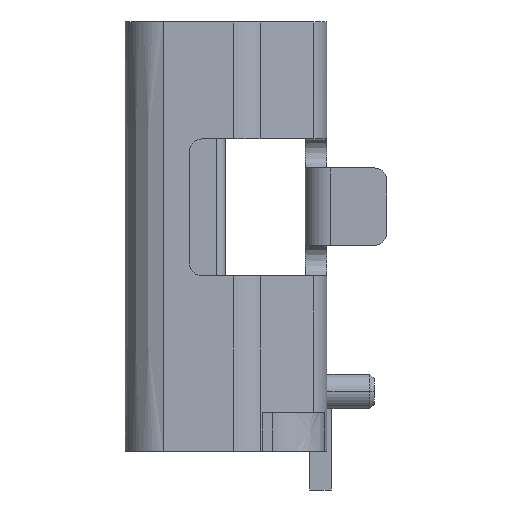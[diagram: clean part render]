
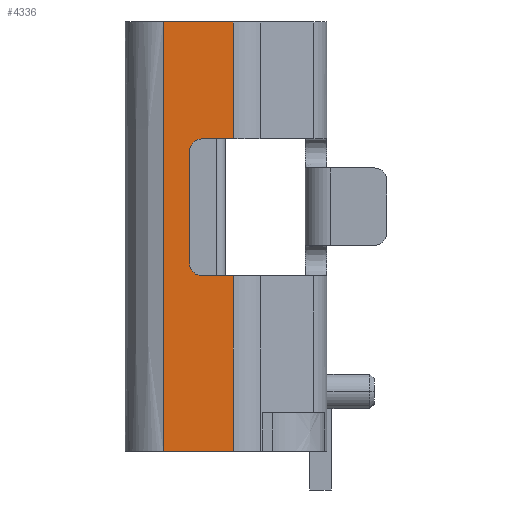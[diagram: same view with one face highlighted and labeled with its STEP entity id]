
A CAD part, left-side view. The second image highlights one B-rep face of the part: STEP entity #4336.
In plain terms, the highlighted planar face has unit normal (-1, 0, 0).
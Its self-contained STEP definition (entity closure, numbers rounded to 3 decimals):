
#37=DIRECTION('',(0.,1.,0.));
#38=VECTOR('',#37,0.817);
#39=CARTESIAN_POINT('',(-3.707,1.089,0.));
#40=LINE('',#39,#38);
#45=CARTESIAN_POINT('',(-3.707,1.905,0.));
#518=CARTESIAN_POINT('',(-3.707,1.45,-2.805));
#519=DIRECTION('',(1.,0.,0.));
#520=DIRECTION('',(0.,0.,-1.));
#521=AXIS2_PLACEMENT_3D('',#518,#519,#520);
#923=CARTESIAN_POINT('',(-3.707,1.45,-1.511));
#924=DIRECTION('',(1.,0.,0.));
#925=DIRECTION('',(0.,1.,0.));
#926=AXIS2_PLACEMENT_3D('',#923,#924,#925);
#933=DIRECTION('',(0.,1.,0.));
#934=VECTOR('',#933,0.361);
#935=CARTESIAN_POINT('',(-3.707,1.089,-1.361));
#936=LINE('',#935,#934);
#937=DIRECTION('',(0.,0.,1.));
#938=VECTOR('',#937,1.294);
#939=CARTESIAN_POINT('',(-3.707,1.6,-2.805));
#940=LINE('',#939,#938);
#941=DIRECTION('',(0.,1.,0.));
#942=VECTOR('',#941,0.361);
#943=CARTESIAN_POINT('',(-3.707,1.089,-2.955));
#944=LINE('',#943,#942);
#945=DIRECTION('',(0.,0.,-1.));
#946=VECTOR('',#945,5.);
#947=CARTESIAN_POINT('',(-3.707,1.905,0.));
#948=LINE('',#947,#946);
#954=DIRECTION('',(0.,0.,-1.));
#955=VECTOR('',#954,2.045);
#956=CARTESIAN_POINT('',(-3.707,1.089,-2.955));
#957=LINE('',#956,#955);
#963=DIRECTION('',(0.,0.,-1.));
#964=VECTOR('',#963,1.361);
#965=CARTESIAN_POINT('',(-3.707,1.089,0.));
#966=LINE('',#965,#964);
#1716=CARTESIAN_POINT('',(-3.707,1.905,-5.));
#1718=DIRECTION('',(0.,-1.,0.));
#1719=VECTOR('',#1718,0.817);
#1720=CARTESIAN_POINT('',(-3.707,1.905,-5.));
#1721=LINE('',#1720,#1719);
#2506=CARTESIAN_POINT('',(-3.707,1.089,0.));
#2508=VERTEX_POINT('',#2506);
#2515=VERTEX_POINT('',#1716);
#2516=CARTESIAN_POINT('',(-3.707,1.089,-5.));
#2517=VERTEX_POINT('',#2516);
#2816=CARTESIAN_POINT('',(-3.707,1.089,-2.955));
#2818=VERTEX_POINT('',#2816);
#2820=CARTESIAN_POINT('',(-3.707,1.089,-1.361));
#2822=VERTEX_POINT('',#2820);
#2897=CARTESIAN_POINT('',(-3.707,1.6,-2.805));
#2899=VERTEX_POINT('',#2897);
#2901=CARTESIAN_POINT('',(-3.707,1.45,-2.955));
#2903=VERTEX_POINT('',#2901);
#2904=CARTESIAN_POINT('',(-3.707,1.6,-1.511));
#2906=VERTEX_POINT('',#2904);
#2908=CARTESIAN_POINT('',(-3.707,1.45,-1.361));
#2910=VERTEX_POINT('',#2908);
#3207=VERTEX_POINT('',#45);
#4315=CARTESIAN_POINT('',(-3.707,1.905,0.));
#4316=DIRECTION('',(-1.,0.,0.));
#4317=DIRECTION('',(0.,-1.,0.));
#4318=AXIS2_PLACEMENT_3D('',#4315,#4316,#4317);
#4319=PLANE('',#4318);
#4320=ORIENTED_EDGE('',*,*,#3238,.F.);
#4322=ORIENTED_EDGE('',*,*,#4321,.T.);
#4323=ORIENTED_EDGE('',*,*,#4285,.T.);
#4324=ORIENTED_EDGE('',*,*,#4308,.F.);
#4325=ORIENTED_EDGE('',*,*,#3884,.F.);
#4326=ORIENTED_EDGE('',*,*,#3917,.F.);
#4327=ORIENTED_EDGE('',*,*,#4221,.F.);
#4329=ORIENTED_EDGE('',*,*,#4328,.T.);
#4331=ORIENTED_EDGE('',*,*,#4330,.F.);
#4333=ORIENTED_EDGE('',*,*,#4332,.F.);
#4334=EDGE_LOOP('',(#4320,#4322,#4323,#4324,#4325,#4326,#4327,#4329,#4331,
#4333));
#4335=FACE_OUTER_BOUND('',#4334,.F.);
#522=CIRCLE('',#521,0.15);
#927=CIRCLE('',#926,0.15);
#3238=EDGE_CURVE('',#2508,#3207,#40,.T.);
#3884=EDGE_CURVE('',#2899,#2906,#940,.T.);
#3917=EDGE_CURVE('',#2903,#2899,#522,.T.);
#4221=EDGE_CURVE('',#2818,#2903,#944,.T.);
#4285=EDGE_CURVE('',#2822,#2910,#936,.T.);
#4308=EDGE_CURVE('',#2906,#2910,#927,.T.);
#4321=EDGE_CURVE('',#2508,#2822,#966,.T.);
#4328=EDGE_CURVE('',#2818,#2517,#957,.T.);
#4330=EDGE_CURVE('',#2515,#2517,#1721,.T.);
#4332=EDGE_CURVE('',#3207,#2515,#948,.T.);
#4336=ADVANCED_FACE('',(#4335),#4319,.T.);
